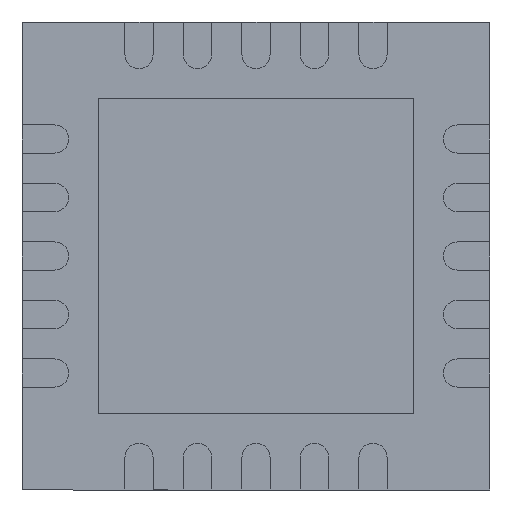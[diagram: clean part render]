
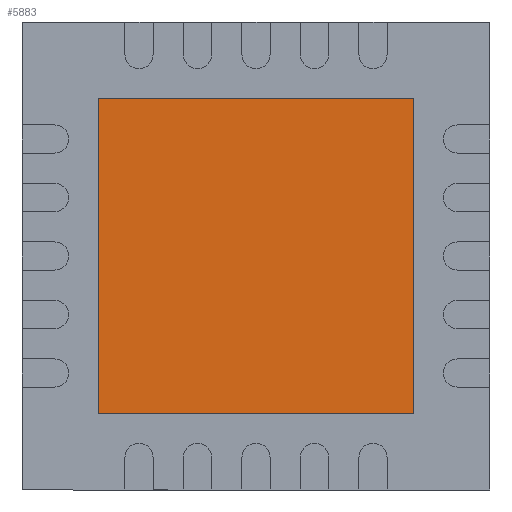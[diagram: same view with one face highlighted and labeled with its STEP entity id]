
A CAD part, front view. The second image highlights one B-rep face of the part: STEP entity #5883.
In plain terms, the highlighted planar face has unit normal (0, -1, 0).
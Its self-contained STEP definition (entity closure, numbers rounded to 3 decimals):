
#92 = EDGE_CURVE ( 'NONE', #5507, #2322, #2138, .T. ) ;
#301 = ORIENTED_EDGE ( 'NONE', *, *, #3856, .T. ) ;
#1644 = CARTESIAN_POINT ( 'NONE',  ( -1.35, 0., -1.35 ) ) ;
#1975 = EDGE_LOOP ( 'NONE', ( #5156, #2003, #301, #3716 ) ) ;
#2003 = ORIENTED_EDGE ( 'NONE', *, *, #3232, .T. ) ;
#2084 = LINE ( 'NONE', #6941, #2925 ) ;
#2099 = DIRECTION ( 'NONE',  ( 0., 0., -1. ) ) ;
#2138 = LINE ( 'NONE', #5947, #5484 ) ;
#2322 = VERTEX_POINT ( 'NONE', #3290 ) ;
#2393 = CARTESIAN_POINT ( 'NONE',  ( 1.35, 0., -1.35 ) ) ;
#2396 = CARTESIAN_POINT ( 'NONE',  ( -1.35, 0., -1.35 ) ) ;
#2515 = VERTEX_POINT ( 'NONE', #2393 ) ;
#2582 = AXIS2_PLACEMENT_3D ( 'NONE', #5914, #3339, #2099 ) ;
#2925 = VECTOR ( 'NONE', #3678, 1000. ) ;
#2965 = DIRECTION ( 'NONE',  ( 0., 0., -1. ) ) ;
#3114 = VERTEX_POINT ( 'NONE', #1644 ) ;
#3232 = EDGE_CURVE ( 'NONE', #3114, #2515, #4190, .T. ) ;
#3244 = DIRECTION ( 'NONE',  ( -1., 0., 0. ) ) ;
#3290 = CARTESIAN_POINT ( 'NONE',  ( -1.35, 0., 1.35 ) ) ;
#3339 = DIRECTION ( 'NONE',  ( 0., -1., 0. ) ) ;
#3678 = DIRECTION ( 'NONE',  ( 0., 0., 1. ) ) ;
#3716 = ORIENTED_EDGE ( 'NONE', *, *, #92, .T. ) ;
#3856 = EDGE_CURVE ( 'NONE', #2515, #5507, #2084, .T. ) ;
#4190 = LINE ( 'NONE', #6808, #6200 ) ;
#4949 = PLANE ( 'NONE',  #2582 ) ;
#5156 = ORIENTED_EDGE ( 'NONE', *, *, #5267, .T. ) ;
#5267 = EDGE_CURVE ( 'NONE', #2322, #3114, #6678, .T. ) ;
#5439 = VECTOR ( 'NONE', #2965, 1000. ) ;
#5484 = VECTOR ( 'NONE', #3244, 1000. ) ;
#5507 = VERTEX_POINT ( 'NONE', #6565 ) ;
#5883 = ADVANCED_FACE ( 'NONE', ( #7029 ), #4949, .T. ) ;
#5914 = CARTESIAN_POINT ( 'NONE',  ( 0., 0., 0. ) ) ;
#5947 = CARTESIAN_POINT ( 'NONE',  ( 1.35, 0., 1.35 ) ) ;
#6200 = VECTOR ( 'NONE', #6299, 1000. ) ;
#6299 = DIRECTION ( 'NONE',  ( 1., 0., 0. ) ) ;
#6565 = CARTESIAN_POINT ( 'NONE',  ( 1.35, 0., 1.35 ) ) ;
#6678 = LINE ( 'NONE', #2396, #5439 ) ;
#6808 = CARTESIAN_POINT ( 'NONE',  ( 1.35, 0., -1.35 ) ) ;
#6941 = CARTESIAN_POINT ( 'NONE',  ( 1.35, 0., -1.35 ) ) ;
#7029 = FACE_OUTER_BOUND ( 'NONE', #1975, .T. ) ;
